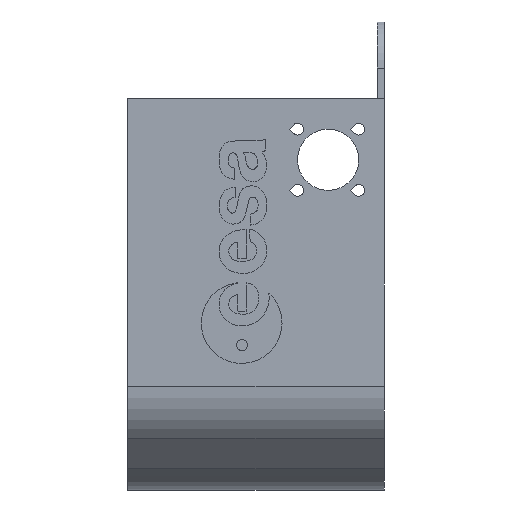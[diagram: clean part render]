
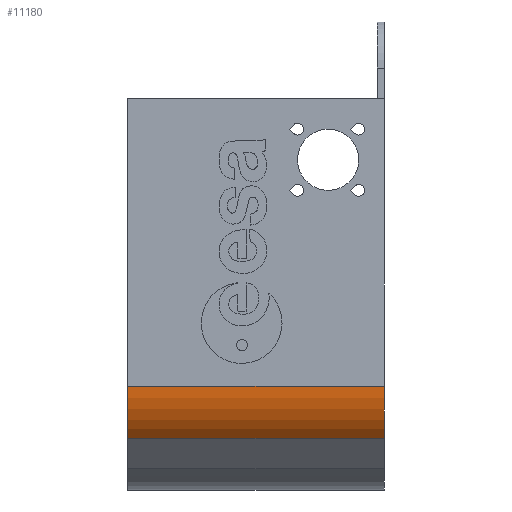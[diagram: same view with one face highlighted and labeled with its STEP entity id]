
A CAD part, left-side view. The second image highlights one B-rep face of the part: STEP entity #11180.
In plain terms, the highlighted cylindrical face has radius 30 mm (diameter 60 mm), a partial arc.
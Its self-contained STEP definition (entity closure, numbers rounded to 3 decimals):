
#142 = CYLINDRICAL_SURFACE ( 'NONE', #13066, 30. ) ;
#438 = DIRECTION ( 'NONE',  ( 0., -1., 0. ) ) ;
#642 = ORIENTED_EDGE ( 'NONE', *, *, #4402, .F. ) ;
#682 = CIRCLE ( 'NONE', #16043, 30. ) ;
#780 = VERTEX_POINT ( 'NONE', #11718 ) ;
#1678 = DIRECTION ( 'NONE',  ( 0., 0., 1. ) ) ;
#2275 = CARTESIAN_POINT ( 'NONE',  ( -60., 0., -37.574 ) ) ;
#2281 = VECTOR ( 'NONE', #15732, 1000. ) ;
#2627 = VERTEX_POINT ( 'NONE', #2275 ) ;
#2911 = VERTEX_POINT ( 'NONE', #7704 ) ;
#3139 = LINE ( 'NONE', #9377, #11970 ) ;
#3146 = DIRECTION ( 'NONE',  ( 0., -1., 0. ) ) ;
#4402 = EDGE_CURVE ( 'NONE', #13706, #2627, #3139, .T. ) ;
#5393 = DIRECTION ( 'NONE',  ( 0., 1., 0. ) ) ;
#5618 = CARTESIAN_POINT ( 'NONE',  ( -51.213, 105., -58.787 ) ) ;
#6317 = CIRCLE ( 'NONE', #7818, 30. ) ;
#6655 = CARTESIAN_POINT ( 'NONE',  ( -30., 0., -37.574 ) ) ;
#7574 = EDGE_CURVE ( 'NONE', #780, #13706, #6317, .T. ) ;
#7704 = CARTESIAN_POINT ( 'NONE',  ( -51.213, 0., -58.787 ) ) ;
#7818 = AXIS2_PLACEMENT_3D ( 'NONE', #14066, #5393, #14184 ) ;
#8063 = ORIENTED_EDGE ( 'NONE', *, *, #14829, .F. ) ;
#8552 = DIRECTION ( 'NONE',  ( 0., 0., -1. ) ) ;
#8964 = LINE ( 'NONE', #5618, #2281 ) ;
#9377 = CARTESIAN_POINT ( 'NONE',  ( -60., 105., -37.574 ) ) ;
#10310 = ORIENTED_EDGE ( 'NONE', *, *, #13766, .F. ) ;
#11180 = ADVANCED_FACE ( 'NONE', ( #12331 ), #142, .T. ) ;
#11203 = EDGE_LOOP ( 'NONE', ( #13045, #10310, #8063, #642 ) ) ;
#11718 = CARTESIAN_POINT ( 'NONE',  ( -51.213, 105., -58.787 ) ) ;
#11970 = VECTOR ( 'NONE', #3146, 1000. ) ;
#12331 = FACE_OUTER_BOUND ( 'NONE', #11203, .T. ) ;
#12956 = CARTESIAN_POINT ( 'NONE',  ( -60., 105., -37.574 ) ) ;
#13045 = ORIENTED_EDGE ( 'NONE', *, *, #7574, .F. ) ;
#13066 = AXIS2_PLACEMENT_3D ( 'NONE', #16113, #16170, #8552 ) ;
#13706 = VERTEX_POINT ( 'NONE', #12956 ) ;
#13766 = EDGE_CURVE ( 'NONE', #2911, #780, #8964, .T. ) ;
#14066 = CARTESIAN_POINT ( 'NONE',  ( -30., 105., -37.574 ) ) ;
#14184 = DIRECTION ( 'NONE',  ( 0., 0., 1. ) ) ;
#14829 = EDGE_CURVE ( 'NONE', #2627, #2911, #682, .T. ) ;
#15732 = DIRECTION ( 'NONE',  ( 0., 1., 0. ) ) ;
#16043 = AXIS2_PLACEMENT_3D ( 'NONE', #6655, #438, #1678 ) ;
#16113 = CARTESIAN_POINT ( 'NONE',  ( -30., 105., -37.574 ) ) ;
#16170 = DIRECTION ( 'NONE',  ( 0., -1., 0. ) ) ;
